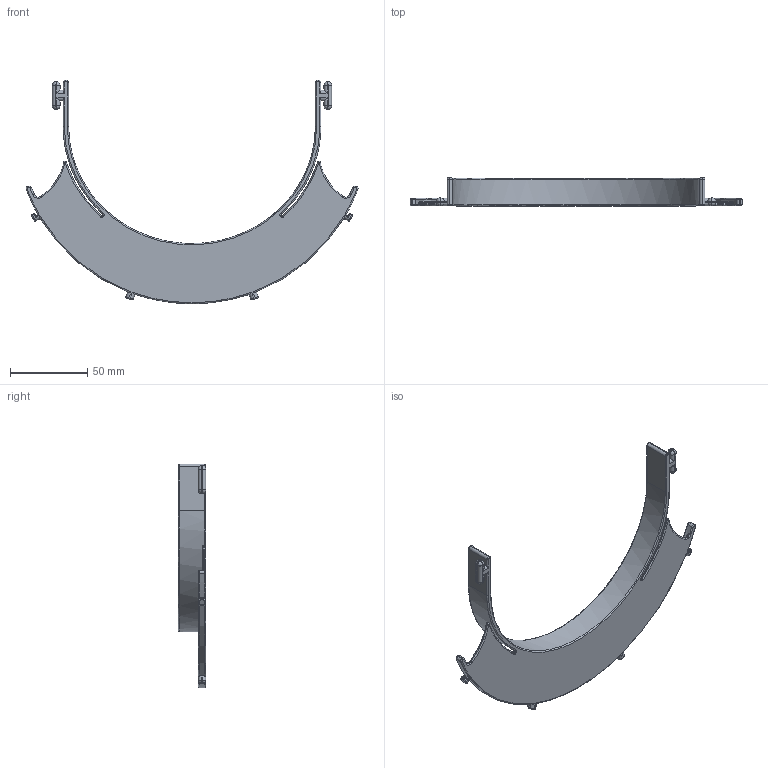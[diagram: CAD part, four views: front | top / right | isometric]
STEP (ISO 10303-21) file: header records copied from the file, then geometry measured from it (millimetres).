
FILE_DESCRIPTION (( 'STEP AP214' ), '1' );
FILE_NAME ('FaceShiels_V3_injectionmold.STEP', '2020-03-30T16:47:33', ( '' ), ( '' ), 'SwSTEP 2.0', 'SolidWorks 2017', '' );
FILE_SCHEMA (( 'AUTOMOTIVE_DESIGN' ));
Length unit declared in the file: millimetre
Products named in the file (1): FaceShiels_V3_injectionmold
Bounding box: 215.11 x 18 x 145 mm (x, y, z)
Volume: 37527.5 mm3; surface area: 31405.2 mm2
Topology: 1 solids, 1 shells, 279 faces, 673 edges, 390 vertices
Faces by surface type: cylinder 118, torus 97, plane 38, bspline 22, sphere 4
Entity records: 10350 total; most frequent: CARTESIAN_POINT 3828, DIRECTION 1484, ORIENTED_EDGE 1334, EDGE_CURVE 667, AXIS2_PLACEMENT_3D 631, VERTEX_POINT 390, CIRCLE 373, FACE_OUTER_BOUND 279
